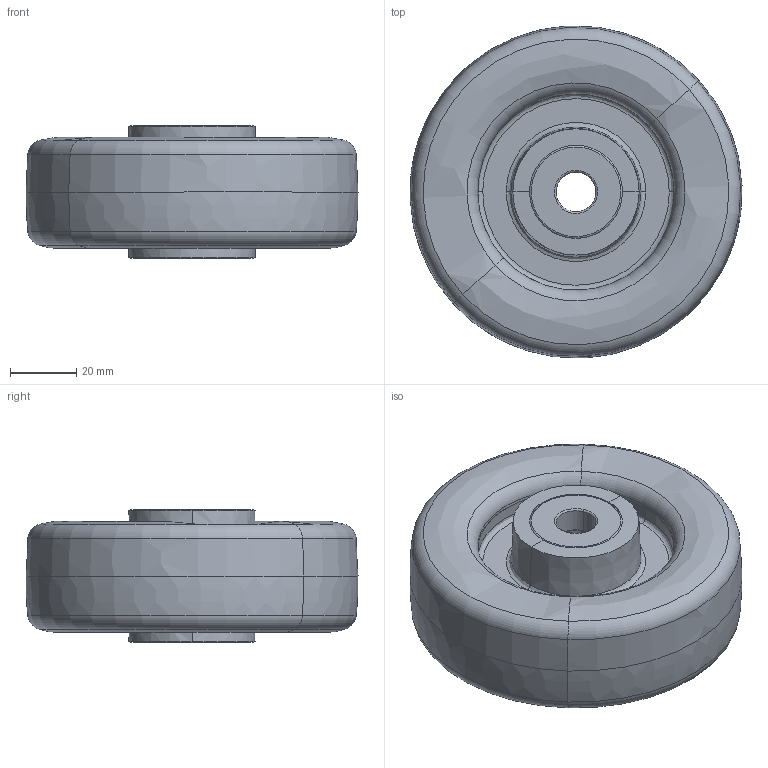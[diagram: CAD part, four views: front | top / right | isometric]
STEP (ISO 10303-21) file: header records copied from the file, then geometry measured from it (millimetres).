
FILE_DESCRIPTION (( 'STEP AP214' ), '1' );
FILE_NAME ('0014375.step', '2023-11-10T11:03:54', ( '' ), ( '' ), 'SwSTEP 2.0', 'SolidWorks 2020', '' );
FILE_SCHEMA (( 'AUTOMOTIVE_DESIGN' ));
Length unit declared in the file: millimetre
Products named in the file (1): 0014375
Bounding box: 99.93 x 99.93 x 40 mm (x, y, z)
Volume: 208872.8 mm3; surface area: 66999.9 mm2
Topology: 4 solids, 4 shells, 334 faces, 879 edges, 561 vertices
Faces by surface type: bspline 116, plane 80, cone 52, torus 52, cylinder 34
Entity records: 17117 total; most frequent: CARTESIAN_POINT 5921, ORIENTED_EDGE 1758, DIRECTION 1418, EDGE_CURVE 879, AXIS2_PLACEMENT_3D 610, VERTEX_POINT 561, CIRCLE 391, EDGE_LOOP 350
